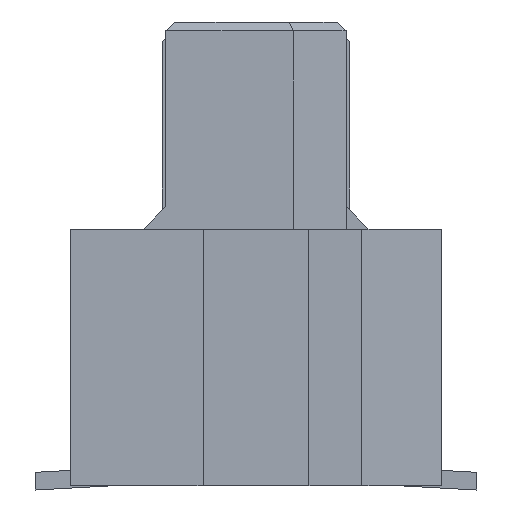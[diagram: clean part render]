
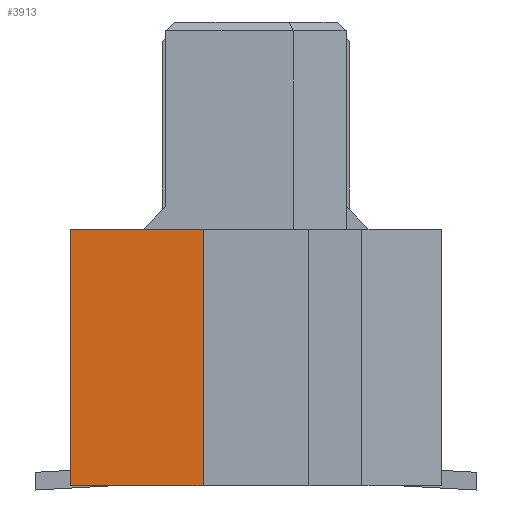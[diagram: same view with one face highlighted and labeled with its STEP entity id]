
A CAD part, left-side view. The second image highlights one B-rep face of the part: STEP entity #3913.
In plain terms, the highlighted planar face has unit normal (-1, 0, 0).
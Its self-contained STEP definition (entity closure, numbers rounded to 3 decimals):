
#355=FACE_OUTER_BOUND('',#585,.T.);
#585=EDGE_LOOP('',(#3439,#3440,#3441,#3442));
#1011=LINE('',#6241,#1491);
#1044=LINE('',#6303,#1524);
#1066=LINE('',#6347,#1546);
#1069=LINE('',#6351,#1549);
#1491=VECTOR('',#5138,1.5);
#1524=VECTOR('',#5177,2.9);
#1546=VECTOR('',#5225,1.5);
#1549=VECTOR('',#5230,2.9);
#1872=VERTEX_POINT('',#6238);
#1873=VERTEX_POINT('',#6240);
#1899=VERTEX_POINT('',#6301);
#1908=VERTEX_POINT('',#6345);
#2369=EDGE_CURVE('',#1873,#1872,#1011,.T.);
#2402=EDGE_CURVE('',#1872,#1899,#1044,.T.);
#2424=EDGE_CURVE('',#1908,#1899,#1066,.T.);
#2427=EDGE_CURVE('',#1873,#1908,#1069,.T.);
#3439=ORIENTED_EDGE('',*,*,#2369,.T.);
#3440=ORIENTED_EDGE('',*,*,#2402,.T.);
#3441=ORIENTED_EDGE('',*,*,#2424,.F.);
#3442=ORIENTED_EDGE('',*,*,#2427,.F.);
#3684=PLANE('',#4216);
#3913=ADVANCED_FACE('',(#355),#3684,.F.);
#4216=AXIS2_PLACEMENT_3D('',#6350,#5228,#5229);
#5138=DIRECTION('',(0.,1.,0.));
#5177=DIRECTION('',(0.,0.,-1.));
#5225=DIRECTION('',(0.,1.,0.));
#5228=DIRECTION('center_axis',(1.,0.,0.));
#5229=DIRECTION('ref_axis',(0.,-1.,0.));
#5230=DIRECTION('',(0.,0.,-1.));
#6238=CARTESIAN_POINT('',(-14.1,2.1,2.95));
#6240=CARTESIAN_POINT('',(-14.1,0.6,2.95));
#6241=CARTESIAN_POINT('',(-14.1,0.,2.95));
#6301=CARTESIAN_POINT('',(-14.1,2.1,0.05));
#6303=CARTESIAN_POINT('',(-14.1,2.1,2.95));
#6345=CARTESIAN_POINT('',(-14.1,0.6,0.05));
#6347=CARTESIAN_POINT('',(-14.1,0.,0.05));
#6350=CARTESIAN_POINT('Origin',(-14.1,0.,2.95));
#6351=CARTESIAN_POINT('',(-14.1,0.6,2.95));
